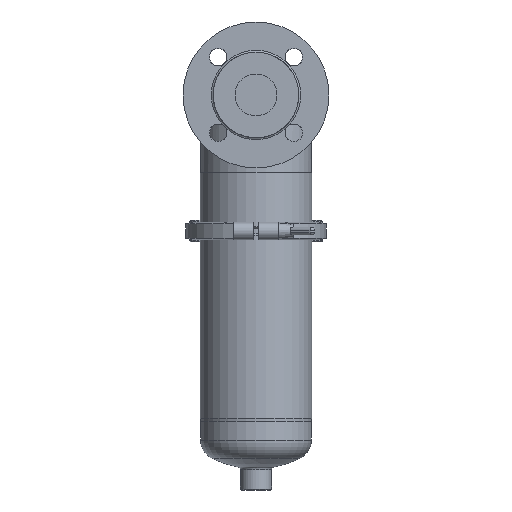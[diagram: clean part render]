
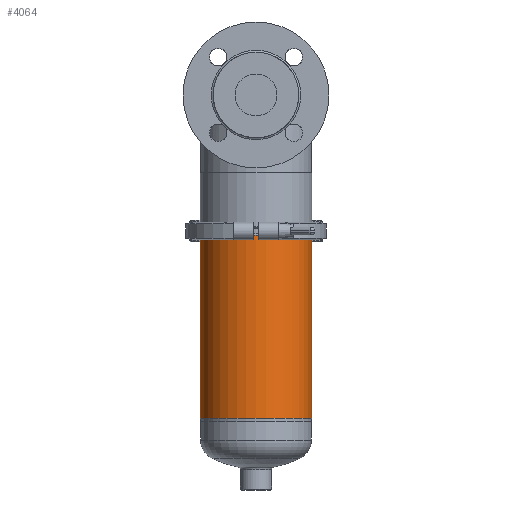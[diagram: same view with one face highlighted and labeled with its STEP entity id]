
A CAD part, left-side view. The second image highlights one B-rep face of the part: STEP entity #4064.
In plain terms, the highlighted cylindrical face has radius 57.15 mm (diameter 114.3 mm), a full revolution.
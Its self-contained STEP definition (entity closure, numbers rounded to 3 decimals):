
#3813=CARTESIAN_POINT('',(-57.15,0.0,-252.326));
#3814=VERTEX_POINT('',#3813);
#3815=CARTESIAN_POINT('',(0.,0.0,-252.326));
#3816=DIRECTION('',(0.0,0.0,-1.0));
#3817=DIRECTION('',(-1.0,0.0,0.0));
#3818=AXIS2_PLACEMENT_3D('',#3815,#3816,#3817);
#3819=CIRCLE('',#3818,57.15);
#3820=EDGE_CURVE('',#3814,#3814,#3819,.T.);
#4038=CARTESIAN_POINT('',(-57.15,0.0,-64.174));
#4039=VERTEX_POINT('',#4038);
#4040=CARTESIAN_POINT('',(0.,0.0,-64.174));
#4041=DIRECTION('',(0.0,0.0,-1.0));
#4042=DIRECTION('',(-1.0,0.0,0.0));
#4043=AXIS2_PLACEMENT_3D('',#4040,#4041,#4042);
#4044=CIRCLE('',#4043,57.15);
#4045=EDGE_CURVE('',#4039,#4039,#4044,.T.);
#4053=CARTESIAN_POINT('',(0.,0.0,-158.25));
#4054=DIRECTION('',(0.,0.0,-1.0));
#4055=DIRECTION('',(-1.0,0.0,0.0));
#4056=AXIS2_PLACEMENT_3D('',#4053,#4054,#4055);
#4057=CYLINDRICAL_SURFACE('',#4056,57.15);
#4058=ORIENTED_EDGE('',*,*,#3820,.F.);
#4059=EDGE_LOOP('',(#4058));
#4060=FACE_OUTER_BOUND('',#4059,.T.);
#4061=ORIENTED_EDGE('',*,*,#4045,.T.);
#4062=EDGE_LOOP('',(#4061));
#4063=FACE_BOUND('',#4062,.T.);
#4064=ADVANCED_FACE('',(#4060,#4063),#4057,.T.);
